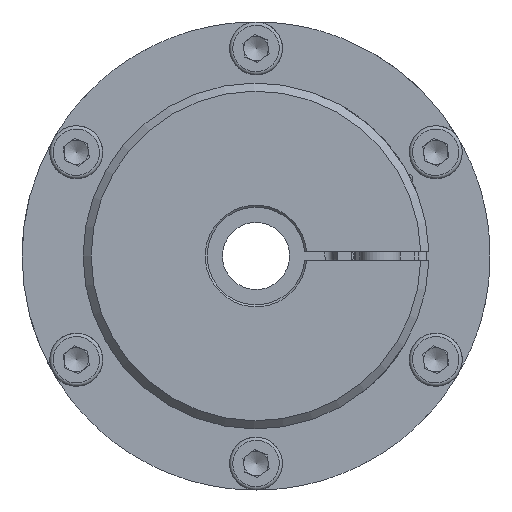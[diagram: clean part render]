
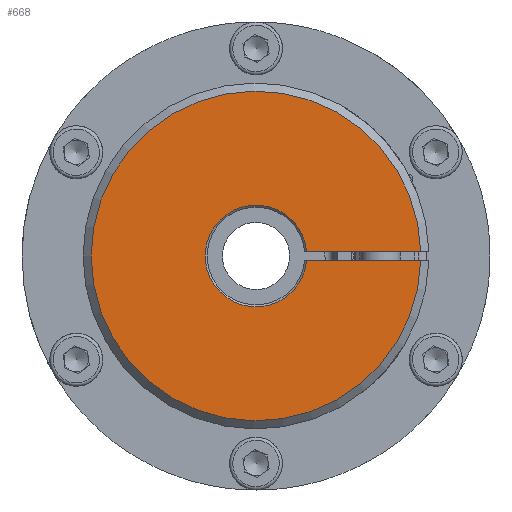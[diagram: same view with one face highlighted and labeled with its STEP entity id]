
A CAD part, left-side view. The second image highlights one B-rep face of the part: STEP entity #668.
In plain terms, the highlighted planar face has unit normal (-1, 0, 0).
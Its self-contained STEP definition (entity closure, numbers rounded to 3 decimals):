
#668 = ADVANCED_FACE( '', ( #1899 ), #1900, .F. );
#1899 = FACE_OUTER_BOUND( '', #3874, .T. );
#1900 = PLANE( '', #3875 );
#3874 = EDGE_LOOP( '', ( #6064, #6065, #6066, #6067 ) );
#3875 = AXIS2_PLACEMENT_3D( '', #6068, #6069, #6070 );
#6064 = ORIENTED_EDGE( '', *, *, #11021, .T. );
#6065 = ORIENTED_EDGE( '', *, *, #11114, .T. );
#6066 = ORIENTED_EDGE( '', *, *, #11047, .T. );
#6067 = ORIENTED_EDGE( '', *, *, #11115, .T. );
#6068 = CARTESIAN_POINT( '', ( -73.5, -15.499, 37.417 ) );
#6069 = DIRECTION( '', ( 1., 0., 0. ) );
#6070 = DIRECTION( '', ( 0., 0., 1. ) );
#11021 = EDGE_CURVE( '', #13059, #13057, #13060, .T. );
#11047 = EDGE_CURVE( '', #13106, #13107, #13108, .T. );
#11114 = EDGE_CURVE( '', #13057, #13106, #13229, .T. );
#11115 = EDGE_CURVE( '', #13107, #13059, #13230, .T. );
#13057 = VERTEX_POINT( '', #16088 );
#13059 = VERTEX_POINT( '', #16090 );
#13060 = LINE( '', #16091, #16092 );
#13106 = VERTEX_POINT( '', #16161 );
#13107 = VERTEX_POINT( '', #16162 );
#13108 = LINE( '', #16163, #16164 );
#13229 = CIRCLE( '', #16418, 12.5 );
#13230 = CIRCLE( '', #16419, 40.5 );
#16088 = CARTESIAN_POINT( '', ( -73.5, -12.46, -1. ) );
#16090 = CARTESIAN_POINT( '', ( -73.5, -40.488, -1. ) );
#16091 = CARTESIAN_POINT( '', ( -73.5, -15.499, -1. ) );
#16092 = VECTOR( '', #22138, 1000. );
#16161 = CARTESIAN_POINT( '', ( -73.5, -12.46, 1. ) );
#16162 = CARTESIAN_POINT( '', ( -73.5, -40.488, 1. ) );
#16163 = CARTESIAN_POINT( '', ( -73.5, -15.499, 1. ) );
#16164 = VECTOR( '', #22173, 1000. );
#16418 = AXIS2_PLACEMENT_3D( '', #22275, #22276, #22277 );
#16419 = AXIS2_PLACEMENT_3D( '', #22278, #22279, #22280 );
#22138 = DIRECTION( '', ( 0., 1., 0. ) );
#22173 = DIRECTION( '', ( 0., -1., 0. ) );
#22275 = CARTESIAN_POINT( '', ( -73.5, 0., 0. ) );
#22276 = DIRECTION( '', ( 1., 0., 0. ) );
#22277 = DIRECTION( '', ( 0., 0., -1. ) );
#22278 = CARTESIAN_POINT( '', ( -73.5, 0., 0. ) );
#22279 = DIRECTION( '', ( -1., 0., 0. ) );
#22280 = DIRECTION( '', ( 0., -0.383, 0.924 ) );
